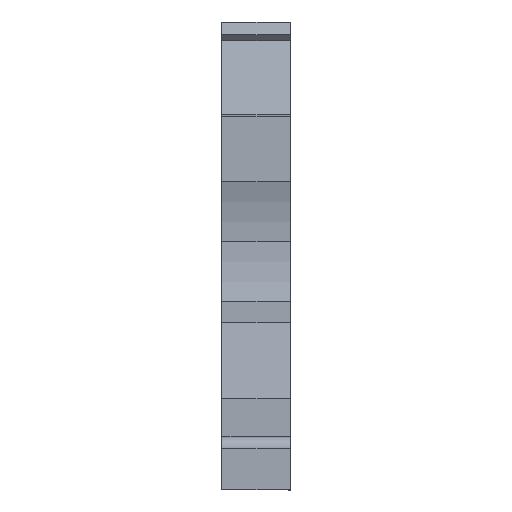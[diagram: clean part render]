
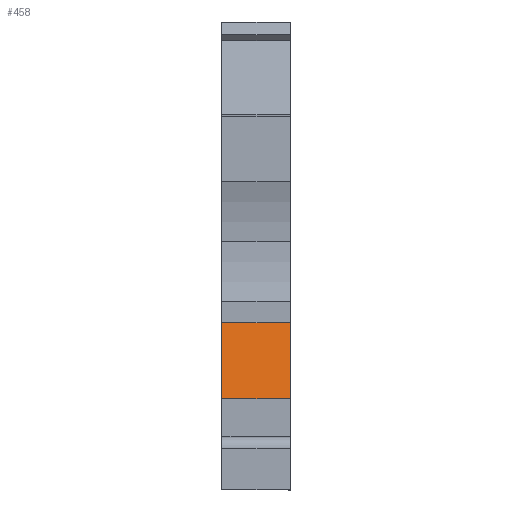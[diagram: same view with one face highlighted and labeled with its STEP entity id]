
A CAD part, front view. The second image highlights one B-rep face of the part: STEP entity #458.
In plain terms, the highlighted planar face has unit normal (0, -0.985, 0.174).
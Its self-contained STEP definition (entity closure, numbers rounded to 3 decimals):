
#458=ADVANCED_FACE('',(#956),#957,.T.);
#956=FACE_OUTER_BOUND('',#1488,.T.);
#957=PLANE('',#1489);
#1488=EDGE_LOOP('',(#2908,#2909,#2910,#2911));
#1489=AXIS2_PLACEMENT_3D('',#2912,#2913,#2914);
#2908=ORIENTED_EDGE('',*,*,#3578,.T.);
#2909=ORIENTED_EDGE('',*,*,#3718,.T.);
#2910=ORIENTED_EDGE('',*,*,#3678,.T.);
#2911=ORIENTED_EDGE('',*,*,#3623,.F.);
#2912=CARTESIAN_POINT('',(5.15,3.801,8.));
#2913=DIRECTION('',(0.,-0.985,0.174));
#2914=DIRECTION('',(1.0,0.,0.));
#3578=EDGE_CURVE('',#4442,#4440,#4443,.T.);
#3623=EDGE_CURVE('',#4442,#4515,#4516,.T.);
#3678=EDGE_CURVE('',#4592,#4515,#4593,.T.);
#3718=EDGE_CURVE('',#4440,#4592,#4645,.T.);
#4440=VERTEX_POINT('',#6937);
#4442=VERTEX_POINT('',#6940);
#4443=LINE('',#6941,#6942);
#4515=VERTEX_POINT('',#7052);
#4516=LINE('',#7053,#7054);
#4592=VERTEX_POINT('',#7406);
#4593=LINE('',#7407,#7408);
#4645=LINE('',#7534,#7535);
#6937=CARTESIAN_POINT('',(5.15,3.6,6.862));
#6940=CARTESIAN_POINT('',(0.,3.6,6.862));
#6941=CARTESIAN_POINT('',(5.15,3.6,6.862));
#6942=VECTOR('',#8334,1.0);
#7052=CARTESIAN_POINT('',(0.,4.612,12.6));
#7053=CARTESIAN_POINT('',(0.,3.152,4.32));
#7054=VECTOR('',#8388,1.0);
#7406=CARTESIAN_POINT('',(5.15,4.612,12.6));
#7407=CARTESIAN_POINT('',(5.15,4.612,12.6));
#7408=VECTOR('',#8428,1.0);
#7534=CARTESIAN_POINT('',(5.15,3.152,4.32));
#7535=VECTOR('',#8461,1.0);
#8334=DIRECTION('',(1.0,0.,0.));
#8388=DIRECTION('',(0.,0.174,0.985));
#8428=DIRECTION('',(-1.0,0.,0.));
#8461=DIRECTION('',(0.,0.174,0.985));
